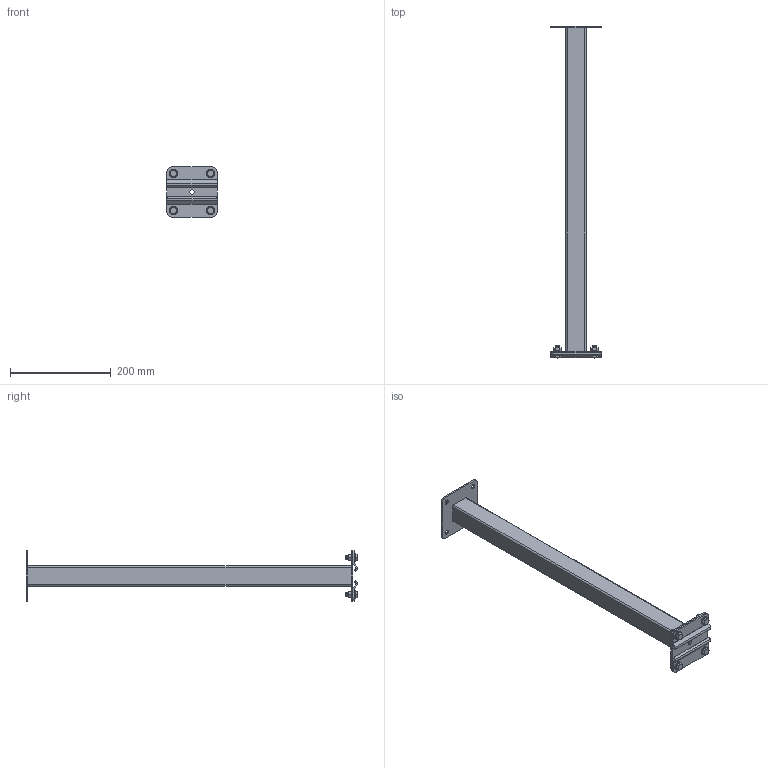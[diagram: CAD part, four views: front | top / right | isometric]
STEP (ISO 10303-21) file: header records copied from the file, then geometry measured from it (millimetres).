
FILE_DESCRIPTION (( 'STEP AP203' ), '1' );
FILE_NAME ('T84150.STEP', '2018-09-18T13:31:07', ( '' ), ( '' ), 'SwSTEP 2.0', 'SolidWorks 2016', '' );
FILE_SCHEMA (( 'CONFIG_CONTROL_DESIGN' ));
Length unit declared in the file: millimetre
Products named in the file (8): TH1273; T84150; TH2613; F936; TH2612; 40 X 40 X 3 X 644; Hex Screw GradeC_Doughty Fastners_ISO 4018 - M8 x 20-WS; A Washer_Bright washer BS 4320 - M8 (Form A)
Assembly tree (18 placements, depth 3):
  T84150
    TH2613
      TH2612  x2
      40 X 40 X 3 X 644
    TH1273  x2
    A Washer_Bright washer BS 4320 - M8 (Form A)  x4
    Hex Screw GradeC_Doughty Fastners_ISO 4018 - M8 x 20-WS  x4
    F936  x4
Bounding box: 100 x 660.27 x 100 mm (x, y, z)
Volume: 373967.1 mm3; surface area: 257996.7 mm2
Topology: 17 solids, 17 shells, 1010 faces, 2604 edges, 1632 vertices
Faces by surface type: cylinder 484, cone 272, plane 250, bspline 4
Entity records: 10139 total; most frequent: DIRECTION 1735, CARTESIAN_POINT 1617, ORIENTED_EDGE 1478, EDGE_CURVE 739, AXIS2_PLACEMENT_3D 708, VERTEX_POINT 464, CIRCLE 400, VECTOR 319
